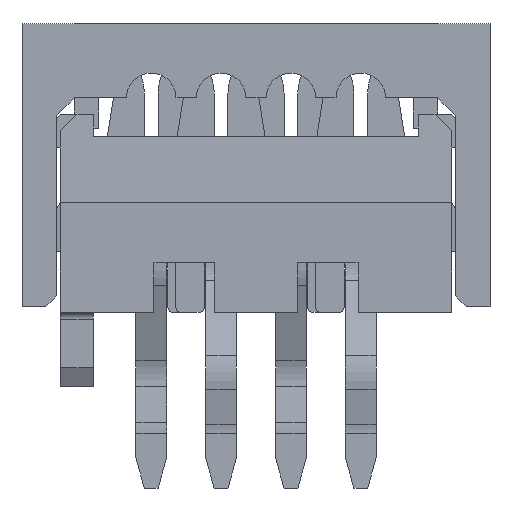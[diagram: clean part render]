
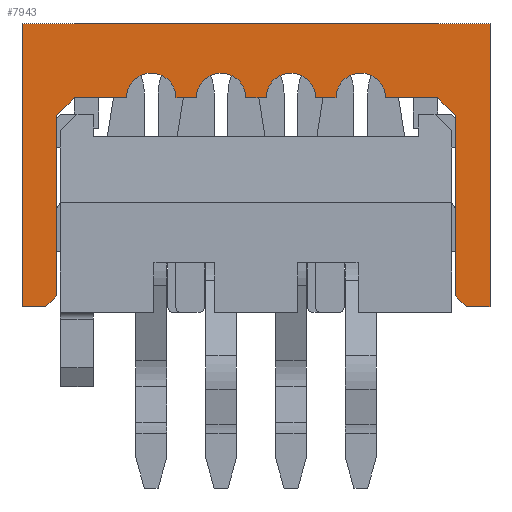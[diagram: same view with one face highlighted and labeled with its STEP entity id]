
A CAD part, front view. The second image highlights one B-rep face of the part: STEP entity #7943.
In plain terms, the highlighted planar face has unit normal (0, -1, 0).
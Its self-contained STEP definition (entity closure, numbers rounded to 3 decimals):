
#280=CIRCLE('',#8551,0.45);
#281=CIRCLE('',#8553,0.45);
#282=CIRCLE('',#8555,0.45);
#283=CIRCLE('',#8557,0.45);
#1660=ORIENTED_EDGE('',*,*,#3388,.T.);
#1661=ORIENTED_EDGE('',*,*,#3224,.T.);
#1662=ORIENTED_EDGE('',*,*,#3390,.T.);
#1663=ORIENTED_EDGE('',*,*,#3266,.F.);
#1664=ORIENTED_EDGE('',*,*,#3392,.F.);
#1665=ORIENTED_EDGE('',*,*,#3372,.T.);
#1666=ORIENTED_EDGE('',*,*,#3393,.F.);
#1667=ORIENTED_EDGE('',*,*,#3375,.T.);
#1668=ORIENTED_EDGE('',*,*,#3394,.F.);
#1669=ORIENTED_EDGE('',*,*,#3378,.T.);
#1670=ORIENTED_EDGE('',*,*,#3395,.F.);
#1671=ORIENTED_EDGE('',*,*,#3381,.T.);
#1672=ORIENTED_EDGE('',*,*,#3396,.F.);
#1673=ORIENTED_EDGE('',*,*,#3254,.T.);
#1674=ORIENTED_EDGE('',*,*,#3386,.F.);
#1675=ORIENTED_EDGE('',*,*,#3220,.T.);
#1676=ORIENTED_EDGE('',*,*,#3382,.F.);
#1677=ORIENTED_EDGE('',*,*,#3397,.T.);
#1678=ORIENTED_EDGE('',*,*,#3398,.T.);
#1679=ORIENTED_EDGE('',*,*,#3399,.F.);
#3220=EDGE_CURVE('',#4208,#4209,#5028,.T.);
#3224=EDGE_CURVE('',#4212,#4213,#5032,.T.);
#3254=EDGE_CURVE('',#4243,#4242,#5062,.T.);
#3266=EDGE_CURVE('',#4254,#4255,#5074,.T.);
#3372=EDGE_CURVE('',#4324,#4325,#280,.T.);
#3375=EDGE_CURVE('',#4326,#4327,#281,.T.);
#3378=EDGE_CURVE('',#4328,#4329,#282,.T.);
#3381=EDGE_CURVE('',#4330,#4331,#283,.T.);
#3382=EDGE_CURVE('',#4332,#4209,#5178,.T.);
#3386=EDGE_CURVE('',#4208,#4242,#5182,.T.);
#3388=EDGE_CURVE('',#4335,#4212,#5184,.T.);
#3390=EDGE_CURVE('',#4213,#4255,#5186,.T.);
#3392=EDGE_CURVE('',#4324,#4254,#5188,.T.);
#3393=EDGE_CURVE('',#4326,#4325,#5189,.T.);
#3394=EDGE_CURVE('',#4328,#4327,#5190,.T.);
#3395=EDGE_CURVE('',#4330,#4329,#5191,.T.);
#3396=EDGE_CURVE('',#4243,#4331,#5192,.T.);
#3397=EDGE_CURVE('',#4332,#4336,#5193,.T.);
#3398=EDGE_CURVE('',#4336,#4337,#5194,.T.);
#3399=EDGE_CURVE('',#4335,#4337,#5195,.T.);
#4208=VERTEX_POINT('',#12027);
#4209=VERTEX_POINT('',#12028);
#4212=VERTEX_POINT('',#12036);
#4213=VERTEX_POINT('',#12037);
#4242=VERTEX_POINT('',#12102);
#4243=VERTEX_POINT('',#12104);
#4254=VERTEX_POINT('',#12129);
#4255=VERTEX_POINT('',#12131);
#4324=VERTEX_POINT('',#12322);
#4325=VERTEX_POINT('',#12324);
#4326=VERTEX_POINT('',#12328);
#4327=VERTEX_POINT('',#12330);
#4328=VERTEX_POINT('',#12334);
#4329=VERTEX_POINT('',#12336);
#4330=VERTEX_POINT('',#12340);
#4331=VERTEX_POINT('',#12342);
#4332=VERTEX_POINT('',#12346);
#4335=VERTEX_POINT('',#12357);
#4336=VERTEX_POINT('',#12369);
#4337=VERTEX_POINT('',#12371);
#5028=LINE('',#12026,#6024);
#5032=LINE('',#12035,#6028);
#5062=LINE('',#12103,#6058);
#5074=LINE('',#12130,#6070);
#5178=LINE('',#12345,#6174);
#5182=LINE('',#12352,#6178);
#5184=LINE('',#12356,#6180);
#5186=LINE('',#12360,#6182);
#5188=LINE('',#12363,#6184);
#5189=LINE('',#12364,#6185);
#5190=LINE('',#12365,#6186);
#5191=LINE('',#12366,#6187);
#5192=LINE('',#12367,#6188);
#5193=LINE('',#12368,#6189);
#5194=LINE('',#12370,#6190);
#5195=LINE('',#12372,#6191);
#6024=VECTOR('',#9856,1000.);
#6028=VECTOR('',#9862,1000.);
#6058=VECTOR('',#9906,1000.);
#6070=VECTOR('',#9924,1000.);
#6174=VECTOR('',#10096,1000.);
#6178=VECTOR('',#10102,1000.);
#6180=VECTOR('',#10106,1000.);
#6182=VECTOR('',#10110,1000.);
#6184=VECTOR('',#10114,1000.);
#6185=VECTOR('',#10115,1000.);
#6186=VECTOR('',#10116,1000.);
#6187=VECTOR('',#10117,1000.);
#6188=VECTOR('',#10118,1000.);
#6189=VECTOR('',#10119,1000.);
#6190=VECTOR('',#10120,1000.);
#6191=VECTOR('',#10121,1000.);
#6849=EDGE_LOOP('',(#1660,#1661,#1662,#1663,#1664,#1665,#1666,#1667,#1668,
#1669,#1670,#1671,#1672,#1673,#1674,#1675,#1676,#1677,#1678,#1679));
#7245=FACE_BOUND('',#6849,.T.);
#7561=PLANE('',#8562);
#7943=ADVANCED_FACE('',(#7245),#7561,.F.);
#8551=AXIS2_PLACEMENT_3D('',#12325,#10074,#10075);
#8553=AXIS2_PLACEMENT_3D('',#12331,#10080,#10081);
#8555=AXIS2_PLACEMENT_3D('',#12337,#10086,#10087);
#8557=AXIS2_PLACEMENT_3D('',#12343,#10092,#10093);
#8562=AXIS2_PLACEMENT_3D('',#12362,#10112,#10113);
#9856=DIRECTION('',(-0.707,0.,0.707));
#9862=DIRECTION('',(-0.707,0.,-0.707));
#9906=DIRECTION('',(-0.707,0.,0.707));
#9924=DIRECTION('',(0.707,0.,0.707));
#10074=DIRECTION('',(0.,1.,0.));
#10075=DIRECTION('',(-1.,0.,0.));
#10080=DIRECTION('',(0.,1.,0.));
#10081=DIRECTION('',(-1.,0.,0.));
#10086=DIRECTION('',(0.,1.,0.));
#10087=DIRECTION('',(-1.,0.,0.));
#10092=DIRECTION('',(0.,1.,0.));
#10093=DIRECTION('',(-1.,0.,0.));
#10096=DIRECTION('',(1.,0.,0.));
#10102=DIRECTION('',(0.,0.,-1.));
#10106=DIRECTION('',(-1.,0.,0.));
#10110=DIRECTION('',(0.,0.,-1.));
#10112=DIRECTION('',(0.,1.,0.));
#10113=DIRECTION('',(-1.,0.,0.));
#10114=DIRECTION('',(1.,0.,0.));
#10115=DIRECTION('',(1.,0.,0.));
#10116=DIRECTION('',(1.,0.,0.));
#10117=DIRECTION('',(1.,0.,0.));
#10118=DIRECTION('',(1.,0.,0.));
#10119=DIRECTION('',(0.,0.,-1.));
#10120=DIRECTION('',(1.,0.,0.));
#10121=DIRECTION('',(0.,0.,-1.));
#12026=CARTESIAN_POINT('',(-3.825,-2.5,3.5));
#12027=CARTESIAN_POINT('',(-3.625,-2.5,3.3));
#12028=CARTESIAN_POINT('',(-3.825,-2.5,3.5));
#12035=CARTESIAN_POINT('',(3.625,-2.5,3.3));
#12036=CARTESIAN_POINT('',(3.825,-2.5,3.5));
#12037=CARTESIAN_POINT('',(3.625,-2.5,3.3));
#12102=CARTESIAN_POINT('',(-3.625,-2.5,0.02));
#12103=CARTESIAN_POINT('',(-3.78,-2.5,0.175));
#12104=CARTESIAN_POINT('',(-3.305,-2.5,-0.3));
#12129=CARTESIAN_POINT('',(3.305,-2.5,-0.3));
#12130=CARTESIAN_POINT('',(-0.475,-2.5,-4.08));
#12131=CARTESIAN_POINT('',(3.625,-2.5,0.02));
#12322=CARTESIAN_POINT('',(2.355,-2.5,-0.3));
#12324=CARTESIAN_POINT('',(1.455,-2.5,-0.3));
#12325=CARTESIAN_POINT('',(1.905,-2.5,-0.3));
#12328=CARTESIAN_POINT('',(1.085,-2.5,-0.3));
#12330=CARTESIAN_POINT('',(0.185,-2.5,-0.3));
#12331=CARTESIAN_POINT('',(0.635,-2.5,-0.3));
#12334=CARTESIAN_POINT('',(-0.185,-2.5,-0.3));
#12336=CARTESIAN_POINT('',(-1.085,-2.5,-0.3));
#12337=CARTESIAN_POINT('',(-0.635,-2.5,-0.3));
#12340=CARTESIAN_POINT('',(-1.455,-2.5,-0.3));
#12342=CARTESIAN_POINT('',(-2.355,-2.5,-0.3));
#12343=CARTESIAN_POINT('',(-1.905,-2.5,-0.3));
#12345=CARTESIAN_POINT('',(-4.255,-2.5,3.5));
#12346=CARTESIAN_POINT('',(-4.255,-2.5,3.5));
#12352=CARTESIAN_POINT('',(-3.625,-2.5,3.5));
#12356=CARTESIAN_POINT('',(4.255,-2.5,3.5));
#12357=CARTESIAN_POINT('',(4.255,-2.5,3.5));
#12360=CARTESIAN_POINT('',(3.625,-2.5,3.5));
#12362=CARTESIAN_POINT('',(-4.255,-2.5,-0.3));
#12363=CARTESIAN_POINT('',(-4.255,-2.5,-0.3));
#12364=CARTESIAN_POINT('',(-4.255,-2.5,-0.3));
#12365=CARTESIAN_POINT('',(-4.255,-2.5,-0.3));
#12366=CARTESIAN_POINT('',(-4.255,-2.5,-0.3));
#12367=CARTESIAN_POINT('',(-4.255,-2.5,-0.3));
#12368=CARTESIAN_POINT('',(-4.255,-2.5,-0.3));
#12369=CARTESIAN_POINT('',(-4.255,-2.5,-1.65));
#12370=CARTESIAN_POINT('',(-4.255,-2.5,-1.65));
#12371=CARTESIAN_POINT('',(4.255,-2.5,-1.65));
#12372=CARTESIAN_POINT('',(4.255,-2.5,-0.3));
